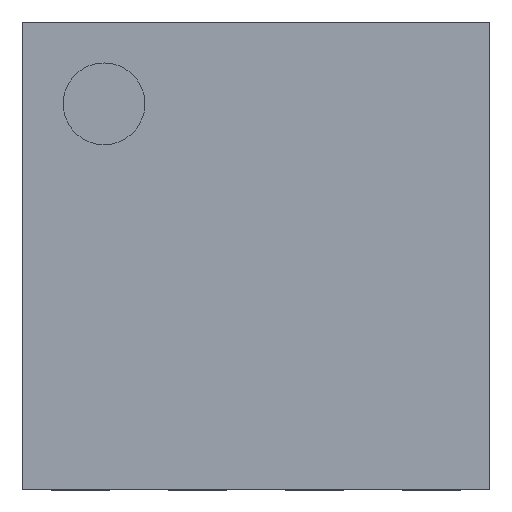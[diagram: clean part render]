
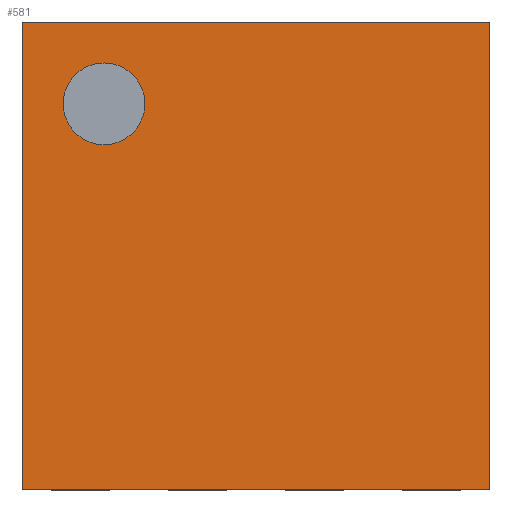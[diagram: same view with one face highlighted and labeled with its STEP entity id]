
A CAD part, top view. The second image highlights one B-rep face of the part: STEP entity #581.
In plain terms, the highlighted planar face has unit normal (0, 0, 1).
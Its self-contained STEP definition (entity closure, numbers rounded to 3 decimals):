
#236 = CARTESIAN_POINT ( 'NONE',  ( -0.825, 0.65, 0.875 ) ) ;
#293 = DIRECTION ( 'NONE',  ( 0., -1., 0. ) ) ;
#378 = VERTEX_POINT ( 'NONE', #236 ) ;
#414 = CARTESIAN_POINT ( 'NONE',  ( -1., 1., 0.875 ) ) ;
#453 = ORIENTED_EDGE ( 'NONE', *, *, #3975, .F. ) ;
#455 = ORIENTED_EDGE ( 'NONE', *, *, #744, .F. ) ;
#465 = AXIS2_PLACEMENT_3D ( 'NONE', #4197, #1279, #4340 ) ;
#571 = VERTEX_POINT ( 'NONE', #1530 ) ;
#581 = ADVANCED_FACE ( 'NONE', ( #2646, #1940 ), #3501, .F. ) ;
#588 = ORIENTED_EDGE ( 'NONE', *, *, #3229, .T. ) ;
#687 = DIRECTION ( 'NONE',  ( 1., 0., 0. ) ) ;
#744 = EDGE_CURVE ( 'NONE', #4545, #378, #2868, .T. ) ;
#757 = LINE ( 'NONE', #2754, #1725 ) ;
#778 = DIRECTION ( 'NONE',  ( 1., 0., 0. ) ) ;
#907 = EDGE_CURVE ( 'NONE', #571, #3671, #3476, .T. ) ;
#911 = VERTEX_POINT ( 'NONE', #414 ) ;
#1102 = CARTESIAN_POINT ( 'NONE',  ( -1., -1., 0.875 ) ) ;
#1147 = CARTESIAN_POINT ( 'NONE',  ( -1., -1., 0.875 ) ) ;
#1218 = VECTOR ( 'NONE', #1234, 1000. ) ;
#1234 = DIRECTION ( 'NONE',  ( 0., 1., 0. ) ) ;
#1255 = AXIS2_PLACEMENT_3D ( 'NONE', #2491, #4031, #687 ) ;
#1279 = DIRECTION ( 'NONE',  ( 0., 0., -1. ) ) ;
#1530 = CARTESIAN_POINT ( 'NONE',  ( -1., -1., 0.875 ) ) ;
#1533 = EDGE_CURVE ( 'NONE', #3671, #2180, #1635, .T. ) ;
#1635 = LINE ( 'NONE', #3483, #1218 ) ;
#1725 = VECTOR ( 'NONE', #4701, 1000. ) ;
#1732 = CARTESIAN_POINT ( 'NONE',  ( -0.475, 0.65, 0.875 ) ) ;
#1940 = FACE_OUTER_BOUND ( 'NONE', #3805, .T. ) ;
#1944 = LINE ( 'NONE', #1102, #3124 ) ;
#2118 = CARTESIAN_POINT ( 'NONE',  ( -0.65, 0.65, 0.875 ) ) ;
#2151 = CIRCLE ( 'NONE', #1255, 0.175 ) ;
#2180 = VERTEX_POINT ( 'NONE', #3371 ) ;
#2463 = VECTOR ( 'NONE', #778, 1000. ) ;
#2491 = CARTESIAN_POINT ( 'NONE',  ( -0.65, 0.65, 0.875 ) ) ;
#2555 = ORIENTED_EDGE ( 'NONE', *, *, #3253, .T. ) ;
#2646 = FACE_BOUND ( 'NONE', #2866, .T. ) ;
#2705 = ORIENTED_EDGE ( 'NONE', *, *, #907, .T. ) ;
#2754 = CARTESIAN_POINT ( 'NONE',  ( -1., 1., 0.875 ) ) ;
#2866 = EDGE_LOOP ( 'NONE', ( #455, #453 ) ) ;
#2868 = CIRCLE ( 'NONE', #3667, 0.175 ) ;
#2897 = DIRECTION ( 'NONE',  ( 0., 0., 1. ) ) ;
#3024 = CARTESIAN_POINT ( 'NONE',  ( 1., -1., 0.875 ) ) ;
#3124 = VECTOR ( 'NONE', #293, 1000. ) ;
#3229 = EDGE_CURVE ( 'NONE', #911, #571, #1944, .T. ) ;
#3253 = EDGE_CURVE ( 'NONE', #2180, #911, #757, .T. ) ;
#3349 = ORIENTED_EDGE ( 'NONE', *, *, #1533, .T. ) ;
#3371 = CARTESIAN_POINT ( 'NONE',  ( 1., 1., 0.875 ) ) ;
#3476 = LINE ( 'NONE', #1147, #2463 ) ;
#3483 = CARTESIAN_POINT ( 'NONE',  ( 1., -1., 0.875 ) ) ;
#3501 = PLANE ( 'NONE',  #465 ) ;
#3667 = AXIS2_PLACEMENT_3D ( 'NONE', #2118, #2897, #4462 ) ;
#3671 = VERTEX_POINT ( 'NONE', #3024 ) ;
#3805 = EDGE_LOOP ( 'NONE', ( #3349, #2555, #588, #2705 ) ) ;
#3975 = EDGE_CURVE ( 'NONE', #378, #4545, #2151, .T. ) ;
#4031 = DIRECTION ( 'NONE',  ( 0., 0., 1. ) ) ;
#4197 = CARTESIAN_POINT ( 'NONE',  ( 0., 0., 0.875 ) ) ;
#4340 = DIRECTION ( 'NONE',  ( -1., 0., 0. ) ) ;
#4462 = DIRECTION ( 'NONE',  ( 1., 0., 0. ) ) ;
#4545 = VERTEX_POINT ( 'NONE', #1732 ) ;
#4701 = DIRECTION ( 'NONE',  ( -1., 0., 0. ) ) ;
